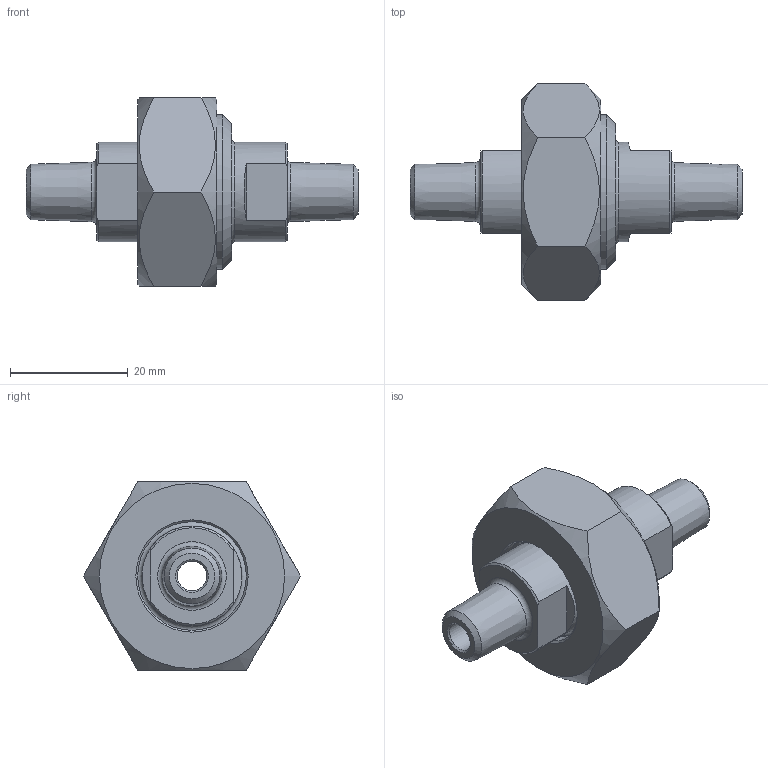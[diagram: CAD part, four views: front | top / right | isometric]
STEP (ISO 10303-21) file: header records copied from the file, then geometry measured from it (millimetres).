
FILE_DESCRIPTION(/* description */ (''),/* implementation_level */ '2;1');
FILE_NAME(/* name */ '3D_R666-2U-DN6-DN20-DN6_171130226.stp',/* time_stamp */ '2021-07-06T13:52:39+02:00',/* author */ ('cad'),/* organization */ (''),/* preprocessor_version */ 'ST-DEVELOPER v18.1',/* originating_system */ 'Autodesk Inventor 2022',/* authorisation */ '');
FILE_SCHEMA (('AUTOMOTIVE_DESIGN { 1 0 10303 214 3 1 1 }'));
Length unit declared in the file: millimetre
Products named in the file (4): 3D_R666-2U-DN6-DN20-DN6_171130226; 3D_R666-M-DN20_17113920; 3D_R666-UG-DN6-DN20_17113610; 3D_R666-UE-DN6-DN20_17113210
Assembly tree (3 placements, depth 2):
  3D_R666-2U-DN6-DN20-DN6_171130226
    3D_R666-M-DN20_17113920
    3D_R666-UG-DN6-DN20_17113610
    3D_R666-UE-DN6-DN20_17113210
Bounding box: 56.5 x 36.95 x 32 mm (x, y, z)
Volume: 16990.9 mm3; surface area: 8613.6 mm2
Topology: 3 solids, 3 shells, 59 faces, 138 edges, 90 vertices
Faces by surface type: plane 25, cone 21, cylinder 8, torus 5
Full cylindrical faces by diameter (mm): 5 x2, 17 x2, 18.5 x1, 23.5 x1, 24.117 x1, 26.4 x1
Entity records: 1850 total; most frequent: CARTESIAN_POINT 334, DIRECTION 321, ORIENTED_EDGE 276, EDGE_CURVE 138, AXIS2_PLACEMENT_3D 137, VERTEX_POINT 90, EDGE_LOOP 70, CIRCLE 67
